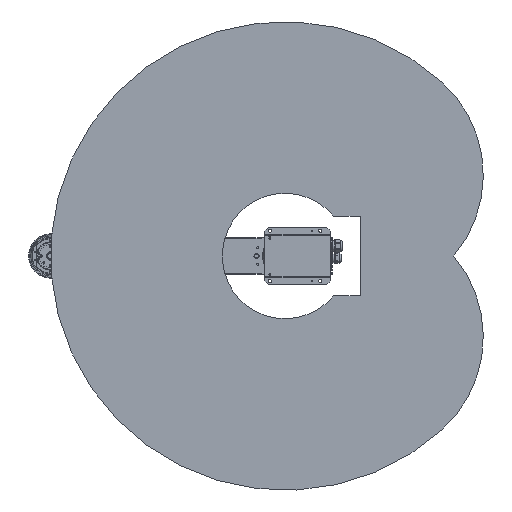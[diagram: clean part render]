
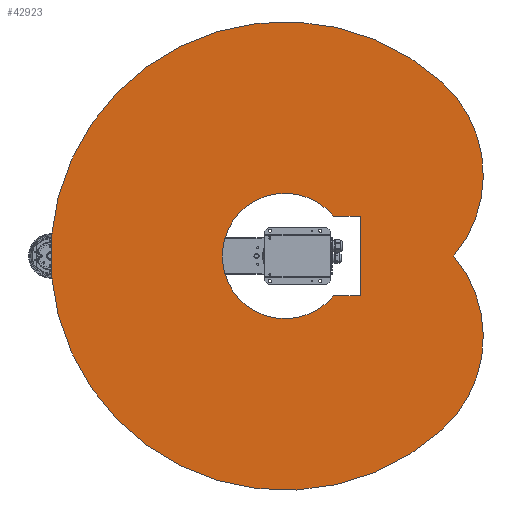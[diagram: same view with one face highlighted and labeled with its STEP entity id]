
A CAD part, front view. The second image highlights one B-rep face of the part: STEP entity #42923.
In plain terms, the highlighted planar face has unit normal (0, -1, 0).
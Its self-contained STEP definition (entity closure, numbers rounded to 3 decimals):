
#482 = CARTESIAN_POINT ( 'NONE',  ( 504.333, 0., 0. ) ) ;
#1224 = CARTESIAN_POINT ( 'NONE',  ( 0., 0., 119. ) ) ;
#1384 = DIRECTION ( 'NONE',  ( 0., 0., 1. ) ) ;
#1610 = FACE_BOUND ( 'NONE', #48959, .T. ) ;
#2024 = CARTESIAN_POINT ( 'NONE',  ( 468.391, 0., 520.201 ) ) ;
#4224 = VERTEX_POINT ( 'NONE', #2024 ) ;
#4274 = ORIENTED_EDGE ( 'NONE', *, *, #28216, .T. ) ;
#4677 = ORIENTED_EDGE ( 'NONE', *, *, #56252, .T. ) ;
#5018 = CARTESIAN_POINT ( 'NONE',  ( 0., 0., 0. ) ) ;
#5485 = AXIS2_PLACEMENT_3D ( 'NONE', #5018, #44031, #64172 ) ;
#5637 = VERTEX_POINT ( 'NONE', #50586 ) ;
#6960 = EDGE_CURVE ( 'NONE', #10244, #33277, #18182, .T. ) ;
#7495 = EDGE_LOOP ( 'NONE', ( #13779, #51499, #39054 ) ) ;
#7593 = DIRECTION ( 'NONE',  ( 0., 1., 0. ) ) ;
#8133 = CARTESIAN_POINT ( 'NONE',  ( 468.391, 0., -520.201 ) ) ;
#8396 = AXIS2_PLACEMENT_3D ( 'NONE', #22154, #42327, #37715 ) ;
#8657 = EDGE_CURVE ( 'NONE', #12425, #61558, #53078, .T. ) ;
#10244 = VERTEX_POINT ( 'NONE', #482 ) ;
#12425 = VERTEX_POINT ( 'NONE', #50789 ) ;
#13663 = AXIS2_PLACEMENT_3D ( 'NONE', #26483, #7593, #1384 ) ;
#13779 = ORIENTED_EDGE ( 'NONE', *, *, #62985, .F. ) ;
#16769 = PLANE ( 'NONE',  #37993 ) ;
#17473 = DIRECTION ( 'NONE',  ( 0., 1., 0. ) ) ;
#18182 = CIRCLE ( 'NONE', #23483, 375. ) ;
#18777 = ORIENTED_EDGE ( 'NONE', *, *, #35675, .T. ) ;
#19027 = VECTOR ( 'NONE', #23047, 1000. ) ;
#20140 = VERTEX_POINT ( 'NONE', #61347 ) ;
#21030 = DIRECTION ( 'NONE',  ( 1., 0., 0. ) ) ;
#22154 = CARTESIAN_POINT ( 'NONE',  ( 217.467, 0., 241.522 ) ) ;
#23047 = DIRECTION ( 'NONE',  ( 0., 0., -1. ) ) ;
#23483 = AXIS2_PLACEMENT_3D ( 'NONE', #57153, #17473, #57478 ) ;
#23699 = LINE ( 'NONE', #43869, #19027 ) ;
#24656 = VECTOR ( 'NONE', #34211, 1000. ) ;
#26483 = CARTESIAN_POINT ( 'NONE',  ( 0., 0., 0. ) ) ;
#28216 = EDGE_CURVE ( 'NONE', #61558, #5637, #42163, .T. ) ;
#32329 = DIRECTION ( 'NONE',  ( 0., 0., 1. ) ) ;
#32919 = CARTESIAN_POINT ( 'NONE',  ( -13., 0., -119. ) ) ;
#33277 = VERTEX_POINT ( 'NONE', #8133 ) ;
#34211 = DIRECTION ( 'NONE',  ( -1., 0., 0. ) ) ;
#35675 = EDGE_CURVE ( 'NONE', #20140, #12425, #23699, .T. ) ;
#37715 = DIRECTION ( 'NONE',  ( 0., 0., 1. ) ) ;
#37993 = AXIS2_PLACEMENT_3D ( 'NONE', #62406, #63050, #32329 ) ;
#39054 = ORIENTED_EDGE ( 'NONE', *, *, #6960, .F. ) ;
#41870 = LINE ( 'NONE', #1224, #44928 ) ;
#42116 = ORIENTED_EDGE ( 'NONE', *, *, #8657, .T. ) ;
#42163 = CIRCLE ( 'NONE', #13663, 187.5 ) ;
#42327 = DIRECTION ( 'NONE',  ( 0., 1., 0. ) ) ;
#42899 = FACE_OUTER_BOUND ( 'NONE', #7495, .T. ) ;
#42923 = ADVANCED_FACE ( 'NONE', ( #42899, #1610 ), #16769, .F. ) ;
#43869 = CARTESIAN_POINT ( 'NONE',  ( 225., 0., -119. ) ) ;
#44031 = DIRECTION ( 'NONE',  ( 0., 1., 0. ) ) ;
#44928 = VECTOR ( 'NONE', #21030, 1000. ) ;
#48959 = EDGE_LOOP ( 'NONE', ( #18777, #42116, #4274, #4677 ) ) ;
#49555 = EDGE_CURVE ( 'NONE', #33277, #4224, #50889, .T. ) ;
#49581 = CIRCLE ( 'NONE', #8396, 375. ) ;
#50586 = CARTESIAN_POINT ( 'NONE',  ( 144.897, 0., 119. ) ) ;
#50789 = CARTESIAN_POINT ( 'NONE',  ( 225., 0., -119. ) ) ;
#50889 = CIRCLE ( 'NONE', #5485, 700. ) ;
#51499 = ORIENTED_EDGE ( 'NONE', *, *, #49555, .F. ) ;
#53078 = LINE ( 'NONE', #32919, #24656 ) ;
#56252 = EDGE_CURVE ( 'NONE', #5637, #20140, #41870, .T. ) ;
#57153 = CARTESIAN_POINT ( 'NONE',  ( 217.467, 0., -241.522 ) ) ;
#57478 = DIRECTION ( 'NONE',  ( 0., 0., 1. ) ) ;
#61347 = CARTESIAN_POINT ( 'NONE',  ( 225., 0., 119. ) ) ;
#61558 = VERTEX_POINT ( 'NONE', #62193 ) ;
#62193 = CARTESIAN_POINT ( 'NONE',  ( 144.897, 0., -119. ) ) ;
#62406 = CARTESIAN_POINT ( 'NONE',  ( 0., 0., 0. ) ) ;
#62985 = EDGE_CURVE ( 'NONE', #4224, #10244, #49581, .T. ) ;
#63050 = DIRECTION ( 'NONE',  ( 0., 1., 0. ) ) ;
#64172 = DIRECTION ( 'NONE',  ( 0., 0., 1. ) ) ;
